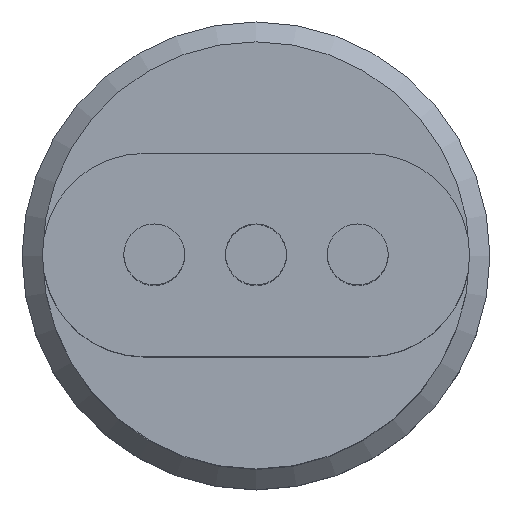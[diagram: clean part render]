
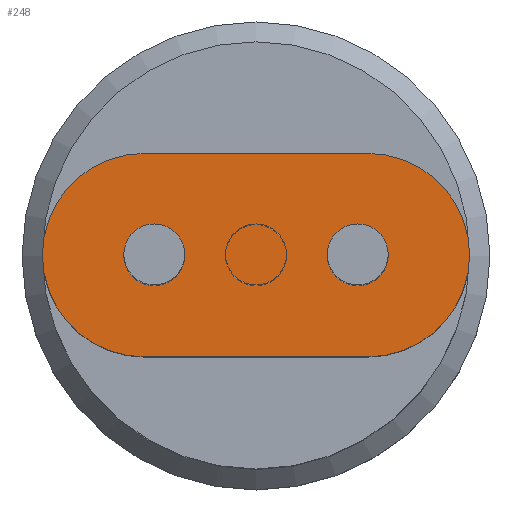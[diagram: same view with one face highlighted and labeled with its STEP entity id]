
A CAD part, top view. The second image highlights one B-rep face of the part: STEP entity #248.
In plain terms, the highlighted planar face has unit normal (0, 0, 1).
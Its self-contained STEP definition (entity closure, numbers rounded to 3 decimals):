
#198=CARTESIAN_POINT('',(-0.,0.,21.));
#199=DIRECTION('',(0.,0.,1.));
#200=DIRECTION('',(-1.,0.,0.));
#201=AXIS2_PLACEMENT_3D('',#198,#199,#200);
#202=PLANE('',#201);
#203=CARTESIAN_POINT('',(5.5,5.,21.));
#204=VERTEX_POINT('',#203);
#205=CARTESIAN_POINT('',(-5.5,5.,21.));
#206=VERTEX_POINT('',#205);
#207=CARTESIAN_POINT('',(5.5,5.,21.));
#208=DIRECTION('',(-1.,0.,0.));
#209=VECTOR('',#208,11.);
#210=LINE('',#207,#209);
#211=EDGE_CURVE('',#204,#206,#210,.T.);
#212=ORIENTED_EDGE('',*,*,#211,.T.);
#213=CARTESIAN_POINT('',(-10.5,0.,21.));
#214=VERTEX_POINT('',#213);
#215=CARTESIAN_POINT('',(-5.5,0.,21.));
#216=DIRECTION('',(0.,0.,1.));
#217=DIRECTION('',(-1.,0.,0.));
#218=AXIS2_PLACEMENT_3D('',#215,#216,#217);
#219=CIRCLE('',#218,5.);
#220=EDGE_CURVE('',#206,#214,#219,.T.);
#221=ORIENTED_EDGE('',*,*,#220,.T.);
#222=CARTESIAN_POINT('',(-5.5,-5.,21.));
#223=VERTEX_POINT('',#222);
#224=CARTESIAN_POINT('',(-5.5,0.,21.));
#225=DIRECTION('',(0.,0.,1.));
#226=DIRECTION('',(-1.,0.,0.));
#227=AXIS2_PLACEMENT_3D('',#224,#225,#226);
#228=CIRCLE('',#227,5.);
#229=EDGE_CURVE('',#214,#223,#228,.T.);
#230=ORIENTED_EDGE('',*,*,#229,.T.);
#231=CARTESIAN_POINT('',(5.5,-5.,21.));
#232=VERTEX_POINT('',#231);
#233=CARTESIAN_POINT('',(-5.5,-5.,21.));
#234=DIRECTION('',(1.,-0.,0.));
#235=VECTOR('',#234,11.);
#236=LINE('',#233,#235);
#237=EDGE_CURVE('',#223,#232,#236,.T.);
#238=ORIENTED_EDGE('',*,*,#237,.T.);
#239=CARTESIAN_POINT('',(5.5,0.,21.));
#240=DIRECTION('',(0.,0.,1.));
#241=DIRECTION('',(-1.,0.,0.));
#242=AXIS2_PLACEMENT_3D('',#239,#240,#241);
#243=CIRCLE('',#242,5.);
#244=EDGE_CURVE('',#232,#204,#243,.T.);
#245=ORIENTED_EDGE('',*,*,#244,.T.);
#246=EDGE_LOOP('',(#212,#221,#230,#238,#245));
#247=FACE_BOUND('',#246,.T.);
#248=ADVANCED_FACE('',(#247),#202,.T.);
